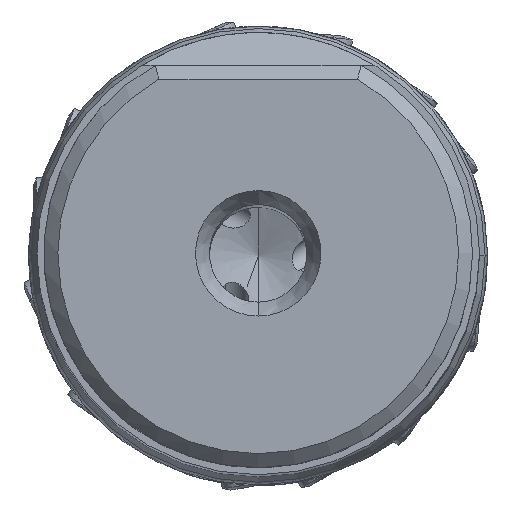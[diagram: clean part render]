
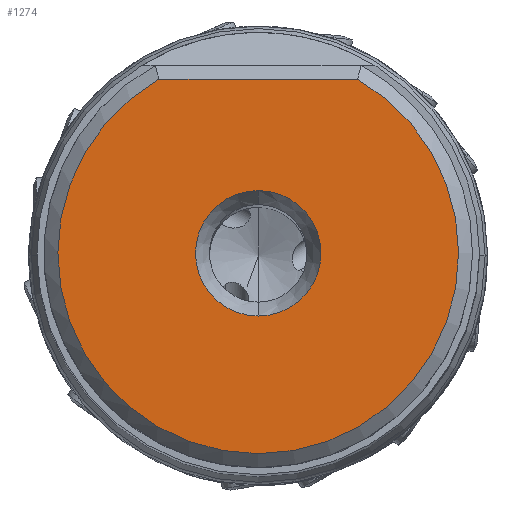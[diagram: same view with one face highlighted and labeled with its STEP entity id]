
A CAD part, top view. The second image highlights one B-rep face of the part: STEP entity #1274.
In plain terms, the highlighted planar face has unit normal (0, 0, 1).
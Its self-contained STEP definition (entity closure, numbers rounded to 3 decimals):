
#227=PLANE('',#23121);
#536=FACE_BOUND('',#4342,.T.);
#537=FACE_BOUND('',#4343,.T.);
#1274=ADVANCED_FACE('',(#536,#537),#227,.T.);
#4342=EDGE_LOOP('',(#9167,#9168,#9169));
#4343=EDGE_LOOP('',(#9170,#9171));
#5693=CIRCLE('',#23115,14.375);
#5694=CIRCLE('',#23116,14.375);
#5695=CIRCLE('',#23119,4.5);
#5696=CIRCLE('',#23120,4.5);
#6697=LINE('',#32622,#7867);
#7867=VECTOR('',#25864,1.);
#9167=ORIENTED_EDGE('',*,*,#18313,.F.);
#9168=ORIENTED_EDGE('',*,*,#18312,.F.);
#9169=ORIENTED_EDGE('',*,*,#18315,.T.);
#9170=ORIENTED_EDGE('',*,*,#18316,.F.);
#9171=ORIENTED_EDGE('',*,*,#18317,.F.);
#16032=VERTEX_POINT('',#32610);
#16033=VERTEX_POINT('',#32612);
#16034=VERTEX_POINT('',#32614);
#16035=VERTEX_POINT('',#32625);
#16036=VERTEX_POINT('',#32626);
#18312=EDGE_CURVE('',#16032,#16033,#5693,.T.);
#18313=EDGE_CURVE('',#16033,#16034,#5694,.T.);
#18315=EDGE_CURVE('',#16032,#16034,#6697,.T.);
#18316=EDGE_CURVE('',#16035,#16036,#5695,.T.);
#18317=EDGE_CURVE('',#16036,#16035,#5696,.T.);
#23115=AXIS2_PLACEMENT_3D('',#32611,#25858,#25859);
#23116=AXIS2_PLACEMENT_3D('',#32613,#25860,#25861);
#23119=AXIS2_PLACEMENT_3D('',#32624,#25867,#25868);
#23120=AXIS2_PLACEMENT_3D('',#32627,#25869,#25870);
#23121=AXIS2_PLACEMENT_3D('',#32628,#25871,#25872);
#25858=DIRECTION('',(0.,0.,-1.));
#25859=DIRECTION('',(0.496,0.869,0.));
#25860=DIRECTION('',(0.,0.,-1.));
#25861=DIRECTION('',(0.,-1.,0.));
#25864=DIRECTION('',(-1.,0.,0.));
#25867=DIRECTION('',(0.,0.,1.));
#25868=DIRECTION('',(0.,1.,0.));
#25869=DIRECTION('',(0.,0.,1.));
#25870=DIRECTION('',(0.,-1.,0.));
#25871=DIRECTION('',(0.,0.,1.));
#25872=DIRECTION('',(-1.,0.,0.));
#32610=CARTESIAN_POINT('',(7.125,12.485,0.));
#32611=CARTESIAN_POINT('',(0.,0.,0.));
#32612=CARTESIAN_POINT('',(0.,-14.375,0.));
#32613=CARTESIAN_POINT('',(0.,0.,0.));
#32614=CARTESIAN_POINT('',(-7.125,12.485,0.));
#32622=CARTESIAN_POINT('',(7.125,12.485,0.));
#32624=CARTESIAN_POINT('',(0.,0.,0.));
#32625=CARTESIAN_POINT('',(0.,4.5,0.));
#32626=CARTESIAN_POINT('',(0.,-4.5,0.));
#32627=CARTESIAN_POINT('',(0.,0.,0.));
#32628=CARTESIAN_POINT('',(0.,-0.945,0.));
